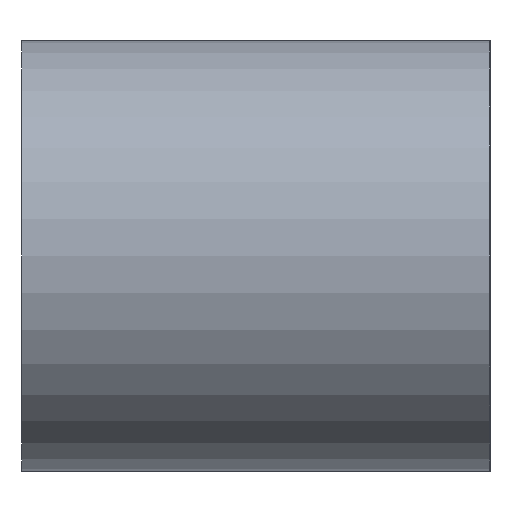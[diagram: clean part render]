
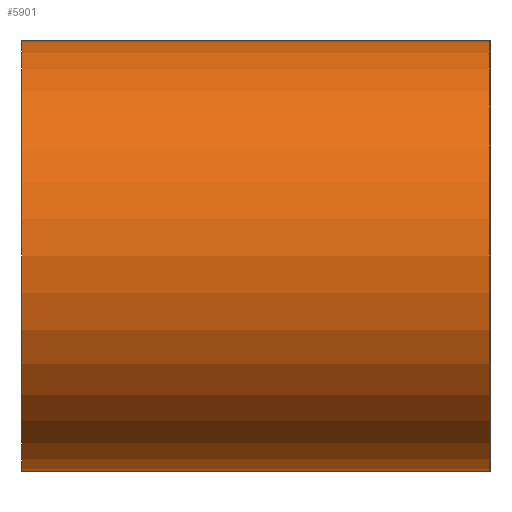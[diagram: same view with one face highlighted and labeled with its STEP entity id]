
A CAD part, left-side view. The second image highlights one B-rep face of the part: STEP entity #5901.
In plain terms, the highlighted cylindrical face has radius 3.72 mm (diameter 7.44 mm), a partial arc.
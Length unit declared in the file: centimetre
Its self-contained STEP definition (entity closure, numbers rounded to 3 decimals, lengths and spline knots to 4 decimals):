
#94 = DIRECTION ( 'NONE',  ( 0., -1., 0. ) ) ;
#235 = CARTESIAN_POINT ( 'NONE',  ( 0., 0.8065, 0.372 ) ) ;
#275 = AXIS2_PLACEMENT_3D ( 'NONE', #397, #5815, #3605 ) ;
#341 = CARTESIAN_POINT ( 'NONE',  ( 0., 0.8065, -0.372 ) ) ;
#356 = ORIENTED_EDGE ( 'NONE', *, *, #5349, .T. ) ;
#397 = CARTESIAN_POINT ( 'NONE',  ( 0., 0., 0. ) ) ;
#539 = LINE ( 'NONE', #3057, #6050 ) ;
#736 = VECTOR ( 'NONE', #1240, 100. ) ;
#1240 = DIRECTION ( 'NONE',  ( 0., -1., 0. ) ) ;
#1398 = DIRECTION ( 'NONE',  ( 0., 1., 0. ) ) ;
#1468 = CARTESIAN_POINT ( 'NONE',  ( 0., 0., -0.372 ) ) ;
#1715 = ORIENTED_EDGE ( 'NONE', *, *, #5780, .T. ) ;
#1718 = CYLINDRICAL_SURFACE ( 'NONE', #1747, 0.372 ) ;
#1747 = AXIS2_PLACEMENT_3D ( 'NONE', #6160, #1398, #4980 ) ;
#2456 = ORIENTED_EDGE ( 'NONE', *, *, #3268, .T. ) ;
#2802 = VERTEX_POINT ( 'NONE', #235 ) ;
#2932 = VERTEX_POINT ( 'NONE', #341 ) ;
#3057 = CARTESIAN_POINT ( 'NONE',  ( 0., 0., 0.372 ) ) ;
#3268 = EDGE_CURVE ( 'NONE', #2932, #4401, #3879, .T. ) ;
#3605 = DIRECTION ( 'NONE',  ( 0., 0., 1. ) ) ;
#3768 = CARTESIAN_POINT ( 'NONE',  ( 0., 0.8065, 0. ) ) ;
#3879 = LINE ( 'NONE', #6000, #736 ) ;
#3980 = VERTEX_POINT ( 'NONE', #6635 ) ;
#4285 = ORIENTED_EDGE ( 'NONE', *, *, #5000, .F. ) ;
#4401 = VERTEX_POINT ( 'NONE', #1468 ) ;
#4841 = CIRCLE ( 'NONE', #5952, 0.372 ) ;
#4980 = DIRECTION ( 'NONE',  ( 0., 0., 1. ) ) ;
#5000 = EDGE_CURVE ( 'NONE', #2802, #3980, #539, .T. ) ;
#5349 = EDGE_CURVE ( 'NONE', #4401, #3980, #5371, .T. ) ;
#5371 = CIRCLE ( 'NONE', #275, 0.372 ) ;
#5501 = FACE_OUTER_BOUND ( 'NONE', #5984, .T. ) ;
#5780 = EDGE_CURVE ( 'NONE', #2802, #2932, #4841, .T. ) ;
#5815 = DIRECTION ( 'NONE',  ( 0., 1., 0. ) ) ;
#5886 = DIRECTION ( 'NONE',  ( 0., -1., 0. ) ) ;
#5901 = ADVANCED_FACE ( 'NONE', ( #5501 ), #1718, .T. ) ;
#5952 = AXIS2_PLACEMENT_3D ( 'NONE', #3768, #5886, #5991 ) ;
#5984 = EDGE_LOOP ( 'NONE', ( #2456, #356, #4285, #1715 ) ) ;
#5991 = DIRECTION ( 'NONE',  ( 0., 0., 1. ) ) ;
#6000 = CARTESIAN_POINT ( 'NONE',  ( 0., 0., -0.372 ) ) ;
#6050 = VECTOR ( 'NONE', #94, 100. ) ;
#6160 = CARTESIAN_POINT ( 'NONE',  ( 0., 0., 0. ) ) ;
#6635 = CARTESIAN_POINT ( 'NONE',  ( 0., 0., 0.372 ) ) ;
